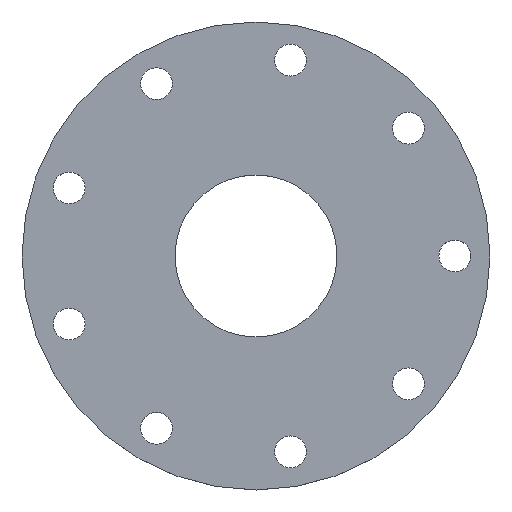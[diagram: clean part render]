
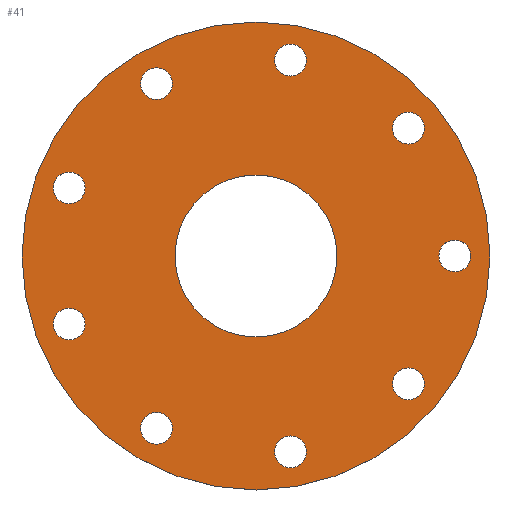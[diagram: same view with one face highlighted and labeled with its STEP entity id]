
A CAD part, top view. The second image highlights one B-rep face of the part: STEP entity #41.
In plain terms, the highlighted planar face has unit normal (0, 0, 1).
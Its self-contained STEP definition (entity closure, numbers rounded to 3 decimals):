
#41=ADVANCED_FACE('',(#89,#90,#91,#92,#93,#94,#95,#96,#97,#98,#65),#285,.T.);
#65=FACE_OUTER_BOUND('',#119,.F.);
#89=FACE_BOUND('',#109,.F.);
#90=FACE_BOUND('',#110,.F.);
#91=FACE_BOUND('',#111,.F.);
#92=FACE_BOUND('',#112,.F.);
#93=FACE_BOUND('',#113,.F.);
#94=FACE_BOUND('',#114,.F.);
#95=FACE_BOUND('',#115,.F.);
#96=FACE_BOUND('',#116,.F.);
#97=FACE_BOUND('',#117,.F.);
#98=FACE_BOUND('',#118,.F.);
#109=EDGE_LOOP('',(#153,#154));
#110=EDGE_LOOP('',(#155,#156));
#111=EDGE_LOOP('',(#157,#158));
#112=EDGE_LOOP('',(#159,#160));
#113=EDGE_LOOP('',(#161,#162));
#114=EDGE_LOOP('',(#163,#164));
#115=EDGE_LOOP('',(#165,#166));
#116=EDGE_LOOP('',(#167,#168));
#117=EDGE_LOOP('',(#169,#170));
#118=EDGE_LOOP('',(#171,#172));
#119=EDGE_LOOP('',(#173,#174));
#153=ORIENTED_EDGE('',*,*,#346,.T.);
#154=ORIENTED_EDGE('',*,*,#345,.T.);
#155=ORIENTED_EDGE('',*,*,#354,.T.);
#156=ORIENTED_EDGE('',*,*,#353,.T.);
#157=ORIENTED_EDGE('',*,*,#362,.T.);
#158=ORIENTED_EDGE('',*,*,#361,.T.);
#159=ORIENTED_EDGE('',*,*,#370,.T.);
#160=ORIENTED_EDGE('',*,*,#369,.T.);
#161=ORIENTED_EDGE('',*,*,#376,.T.);
#162=ORIENTED_EDGE('',*,*,#375,.T.);
#163=ORIENTED_EDGE('',*,*,#374,.T.);
#164=ORIENTED_EDGE('',*,*,#373,.T.);
#165=ORIENTED_EDGE('',*,*,#366,.T.);
#166=ORIENTED_EDGE('',*,*,#365,.T.);
#167=ORIENTED_EDGE('',*,*,#358,.T.);
#168=ORIENTED_EDGE('',*,*,#357,.T.);
#169=ORIENTED_EDGE('',*,*,#350,.T.);
#170=ORIENTED_EDGE('',*,*,#349,.T.);
#171=ORIENTED_EDGE('',*,*,#342,.T.);
#172=ORIENTED_EDGE('',*,*,#341,.T.);
#173=ORIENTED_EDGE('',*,*,#378,.F.);
#174=ORIENTED_EDGE('',*,*,#377,.F.);
#285=PLANE('',#566);
#341=EDGE_CURVE('',#490,#489,#407,.T.);
#342=EDGE_CURVE('',#489,#490,#408,.T.);
#345=EDGE_CURVE('',#486,#485,#411,.T.);
#346=EDGE_CURVE('',#485,#486,#412,.T.);
#349=EDGE_CURVE('',#482,#481,#415,.T.);
#350=EDGE_CURVE('',#481,#482,#416,.T.);
#353=EDGE_CURVE('',#478,#477,#419,.T.);
#354=EDGE_CURVE('',#477,#478,#420,.T.);
#357=EDGE_CURVE('',#474,#473,#423,.T.);
#358=EDGE_CURVE('',#473,#474,#424,.T.);
#361=EDGE_CURVE('',#470,#469,#427,.T.);
#362=EDGE_CURVE('',#469,#470,#428,.T.);
#365=EDGE_CURVE('',#466,#465,#431,.T.);
#366=EDGE_CURVE('',#465,#466,#432,.T.);
#369=EDGE_CURVE('',#462,#461,#435,.T.);
#370=EDGE_CURVE('',#461,#462,#436,.T.);
#373=EDGE_CURVE('',#458,#457,#439,.T.);
#374=EDGE_CURVE('',#457,#458,#440,.T.);
#375=EDGE_CURVE('',#456,#455,#441,.T.);
#376=EDGE_CURVE('',#455,#456,#442,.T.);
#377=EDGE_CURVE('',#454,#453,#443,.T.);
#378=EDGE_CURVE('',#453,#454,#444,.T.);
#407=CIRCLE('',#524,3.4);
#408=CIRCLE('',#525,3.4);
#411=CIRCLE('',#528,3.4);
#412=CIRCLE('',#529,3.4);
#415=CIRCLE('',#532,3.4);
#416=CIRCLE('',#533,3.4);
#419=CIRCLE('',#536,3.4);
#420=CIRCLE('',#537,3.4);
#423=CIRCLE('',#540,3.4);
#424=CIRCLE('',#541,3.4);
#427=CIRCLE('',#544,3.4);
#428=CIRCLE('',#545,3.4);
#431=CIRCLE('',#548,3.4);
#432=CIRCLE('',#549,3.4);
#435=CIRCLE('',#552,3.4);
#436=CIRCLE('',#553,3.4);
#439=CIRCLE('',#556,3.4);
#440=CIRCLE('',#557,3.4);
#441=CIRCLE('',#558,17.3);
#442=CIRCLE('',#559,17.3);
#443=CIRCLE('',#560,50.);
#444=CIRCLE('',#561,50.);
#453=VERTEX_POINT('',#764);
#454=VERTEX_POINT('',#765);
#455=VERTEX_POINT('',#766);
#456=VERTEX_POINT('',#767);
#457=VERTEX_POINT('',#768);
#458=VERTEX_POINT('',#769);
#461=VERTEX_POINT('',#772);
#462=VERTEX_POINT('',#773);
#465=VERTEX_POINT('',#776);
#466=VERTEX_POINT('',#777);
#469=VERTEX_POINT('',#780);
#470=VERTEX_POINT('',#781);
#473=VERTEX_POINT('',#784);
#474=VERTEX_POINT('',#785);
#477=VERTEX_POINT('',#788);
#478=VERTEX_POINT('',#789);
#481=VERTEX_POINT('',#792);
#482=VERTEX_POINT('',#793);
#485=VERTEX_POINT('',#796);
#486=VERTEX_POINT('',#797);
#489=VERTEX_POINT('',#800);
#490=VERTEX_POINT('',#801);
#524=AXIS2_PLACEMENT_3D('',#806,#600,#601);
#525=AXIS2_PLACEMENT_3D('',#807,#602,#603);
#528=AXIS2_PLACEMENT_3D('',#810,#608,#609);
#529=AXIS2_PLACEMENT_3D('',#811,#610,#611);
#532=AXIS2_PLACEMENT_3D('',#814,#616,#617);
#533=AXIS2_PLACEMENT_3D('',#815,#618,#619);
#536=AXIS2_PLACEMENT_3D('',#818,#624,#625);
#537=AXIS2_PLACEMENT_3D('',#819,#626,#627);
#540=AXIS2_PLACEMENT_3D('',#822,#632,#633);
#541=AXIS2_PLACEMENT_3D('',#823,#634,#635);
#544=AXIS2_PLACEMENT_3D('',#826,#640,#641);
#545=AXIS2_PLACEMENT_3D('',#827,#642,#643);
#548=AXIS2_PLACEMENT_3D('',#830,#648,#649);
#549=AXIS2_PLACEMENT_3D('',#831,#650,#651);
#552=AXIS2_PLACEMENT_3D('',#834,#656,#657);
#553=AXIS2_PLACEMENT_3D('',#835,#658,#659);
#556=AXIS2_PLACEMENT_3D('',#838,#664,#665);
#557=AXIS2_PLACEMENT_3D('',#839,#666,#667);
#558=AXIS2_PLACEMENT_3D('',#840,#668,#669);
#559=AXIS2_PLACEMENT_3D('',#841,#670,#671);
#560=AXIS2_PLACEMENT_3D('',#842,#672,#673);
#561=AXIS2_PLACEMENT_3D('',#843,#674,#675);
#566=AXIS2_PLACEMENT_3D('',#870,#706,#707);
#600=DIRECTION('',(0.,0.,1.));
#601=DIRECTION('',(0.174,0.985,0.));
#602=DIRECTION('',(0.,0.,1.));
#603=DIRECTION('',(-0.174,-0.985,0.));
#608=DIRECTION('',(0.,0.,1.));
#609=DIRECTION('',(-0.5,0.866,0.));
#610=DIRECTION('',(0.,0.,1.));
#611=DIRECTION('',(0.5,-0.866,0.));
#616=DIRECTION('',(0.,0.,1.));
#617=DIRECTION('',(-0.94,0.342,0.));
#618=DIRECTION('',(0.,0.,1.));
#619=DIRECTION('',(0.94,-0.342,0.));
#624=DIRECTION('',(0.,0.,1.));
#625=DIRECTION('',(-0.94,-0.342,0.));
#626=DIRECTION('',(0.,0.,1.));
#627=DIRECTION('',(0.94,0.342,0.));
#632=DIRECTION('',(0.,0.,1.));
#633=DIRECTION('',(-0.5,-0.866,0.));
#634=DIRECTION('',(0.,0.,1.));
#635=DIRECTION('',(0.5,0.866,0.));
#640=DIRECTION('',(0.,0.,1.));
#641=DIRECTION('',(0.174,-0.985,0.));
#642=DIRECTION('',(0.,0.,1.));
#643=DIRECTION('',(-0.174,0.985,0.));
#648=DIRECTION('',(0.,0.,1.));
#649=DIRECTION('',(0.766,-0.643,0.));
#650=DIRECTION('',(0.,0.,1.));
#651=DIRECTION('',(-0.766,0.643,0.));
#656=DIRECTION('',(0.,0.,1.));
#657=DIRECTION('',(1.,0.,0.));
#658=DIRECTION('',(0.,0.,1.));
#659=DIRECTION('',(-1.,0.,0.));
#664=DIRECTION('',(0.,0.,1.));
#665=DIRECTION('',(0.766,0.643,0.));
#666=DIRECTION('',(0.,0.,1.));
#667=DIRECTION('',(-0.766,-0.643,0.));
#668=DIRECTION('',(0.,0.,1.));
#669=DIRECTION('',(-1.,0.,0.));
#670=DIRECTION('',(0.,0.,1.));
#671=DIRECTION('',(1.,0.,0.));
#672=DIRECTION('',(0.,0.,1.));
#673=DIRECTION('',(-1.,0.,0.));
#674=DIRECTION('',(0.,0.,1.));
#675=DIRECTION('',(1.,0.,0.));
#706=DIRECTION('',(0.,0.,1.));
#707=DIRECTION('',(1.,0.,0.));
#764=CARTESIAN_POINT('',(50.,0.,4.));
#765=CARTESIAN_POINT('',(-50.,0.,4.));
#766=CARTESIAN_POINT('',(17.3,0.,4.));
#767=CARTESIAN_POINT('',(-17.3,0.,4.));
#768=CARTESIAN_POINT('',(29.952,25.133,4.));
#769=CARTESIAN_POINT('',(35.161,29.504,4.));
#772=CARTESIAN_POINT('',(39.1,0.,4.));
#773=CARTESIAN_POINT('',(45.9,0.,4.));
#776=CARTESIAN_POINT('',(29.952,-25.133,4.));
#777=CARTESIAN_POINT('',(35.161,-29.504,4.));
#780=CARTESIAN_POINT('',(6.79,-38.506,4.));
#781=CARTESIAN_POINT('',(7.97,-45.203,4.));
#784=CARTESIAN_POINT('',(-19.55,-33.862,4.));
#785=CARTESIAN_POINT('',(-22.95,-39.751,4.));
#788=CARTESIAN_POINT('',(-36.742,-13.373,4.));
#789=CARTESIAN_POINT('',(-43.132,-15.699,4.));
#792=CARTESIAN_POINT('',(-36.742,13.373,4.));
#793=CARTESIAN_POINT('',(-43.132,15.699,4.));
#796=CARTESIAN_POINT('',(-19.55,33.862,4.));
#797=CARTESIAN_POINT('',(-22.95,39.751,4.));
#800=CARTESIAN_POINT('',(6.79,38.506,4.));
#801=CARTESIAN_POINT('',(7.97,45.203,4.));
#806=CARTESIAN_POINT('',(7.38,41.854,4.));
#807=CARTESIAN_POINT('',(7.38,41.854,4.));
#810=CARTESIAN_POINT('',(-21.25,36.806,4.));
#811=CARTESIAN_POINT('',(-21.25,36.806,4.));
#814=CARTESIAN_POINT('',(-39.937,14.536,4.));
#815=CARTESIAN_POINT('',(-39.937,14.536,4.));
#818=CARTESIAN_POINT('',(-39.937,-14.536,4.));
#819=CARTESIAN_POINT('',(-39.937,-14.536,4.));
#822=CARTESIAN_POINT('',(-21.25,-36.806,4.));
#823=CARTESIAN_POINT('',(-21.25,-36.806,4.));
#826=CARTESIAN_POINT('',(7.38,-41.854,4.));
#827=CARTESIAN_POINT('',(7.38,-41.854,4.));
#830=CARTESIAN_POINT('',(32.557,-27.318,4.));
#831=CARTESIAN_POINT('',(32.557,-27.318,4.));
#834=CARTESIAN_POINT('',(42.5,0.,4.));
#835=CARTESIAN_POINT('',(42.5,0.,4.));
#838=CARTESIAN_POINT('',(32.557,27.318,4.));
#839=CARTESIAN_POINT('',(32.557,27.318,4.));
#840=CARTESIAN_POINT('',(0.,0.,4.));
#841=CARTESIAN_POINT('',(0.,0.,4.));
#842=CARTESIAN_POINT('',(0.,0.,4.));
#843=CARTESIAN_POINT('',(0.,0.,4.));
#870=CARTESIAN_POINT('',(-51.065,-51.001,4.));
